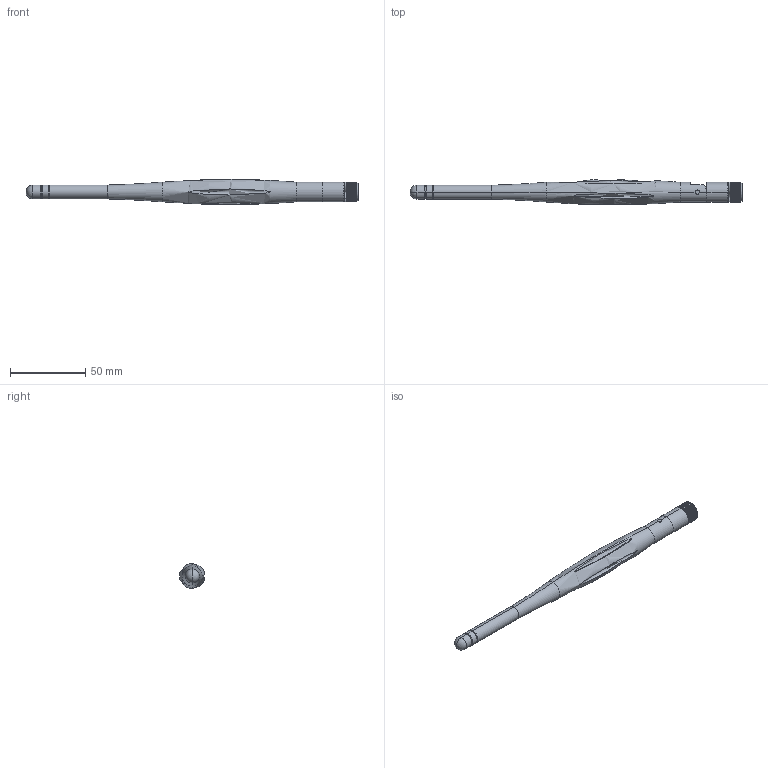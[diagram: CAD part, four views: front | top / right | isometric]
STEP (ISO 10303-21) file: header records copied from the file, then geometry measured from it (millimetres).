
FILE_DESCRIPTION (( 'STEP AP214' ), '1' );
FILE_NAME ('HG903RD.STEP', '2019-04-16T15:16:55', ( '' ), ( '' ), 'SwSTEP 2.0', 'SolidWorks 2018', '' );
FILE_SCHEMA (( 'AUTOMOTIVE_DESIGN' ));
Length unit declared in the file: inch
Products named in the file (3): HG903RD_ANTENNA; HG903RD; HG903RD_SWIVEL SM
Assembly tree (2 placements, depth 2):
  HG903RD
    HG903RD_ANTENNA
    HG903RD_SWIVEL SM
Bounding box: 220.43 x 16.54 x 16.75 mm (x, y, z)
Volume: 27191.2 mm3; surface area: 11635.2 mm2
Topology: 2 solids, 2 shells, 400 faces, 1069 edges, 688 vertices
Faces by surface type: cylinder 203, plane 150, torus 23, cone 22, sphere 2
Entity records: 18276 total; most frequent: CARTESIAN_POINT 2711, DIRECTION 2287, ORIENTED_EDGE 2126, EDGE_CURVE 1063, AXIS2_PLACEMENT_3D 835, VERTEX_POINT 686, VECTOR 617, LINE 617
